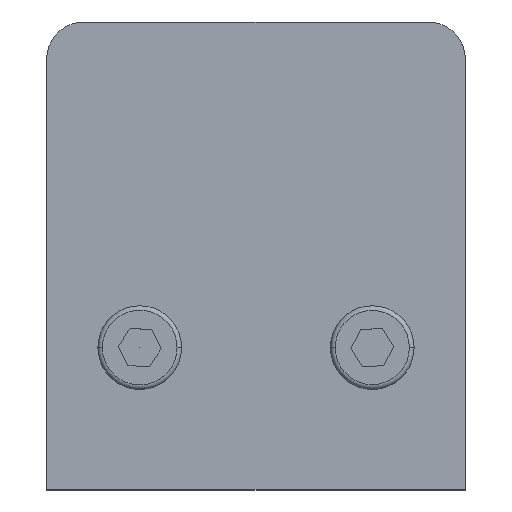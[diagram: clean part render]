
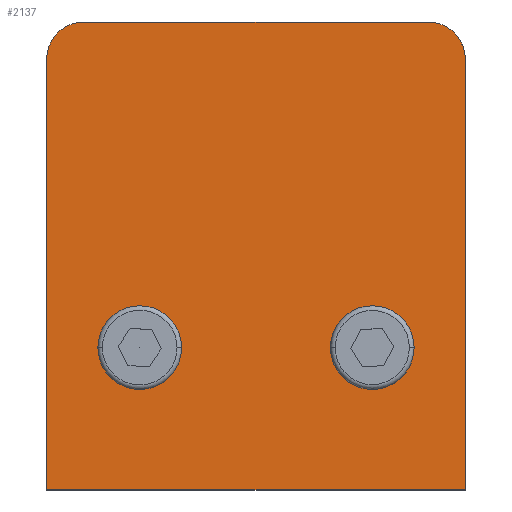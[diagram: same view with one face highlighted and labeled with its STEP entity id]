
A CAD part, top view. The second image highlights one B-rep face of the part: STEP entity #2137.
In plain terms, the highlighted planar face has unit normal (0, 0, 1).
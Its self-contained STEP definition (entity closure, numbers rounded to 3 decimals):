
#39 = ORIENTED_EDGE ( 'NONE', *, *, #270, .F. ) ;
#48 = EDGE_CURVE ( 'NONE', #2638, #3290, #2028, .T. ) ;
#60 = DIRECTION ( 'NONE',  ( 0., 0., 1. ) ) ;
#159 = DIRECTION ( 'NONE',  ( 1., 0., 0. ) ) ;
#194 = AXIS2_PLACEMENT_3D ( 'NONE', #3226, #60, #955 ) ;
#230 = DIRECTION ( 'NONE',  ( -1., 0., 0. ) ) ;
#256 = CARTESIAN_POINT ( 'NONE',  ( -12.5, 2.5, 20.75 ) ) ;
#270 = EDGE_CURVE ( 'NONE', #1849, #2938, #709, .T. ) ;
#303 = VECTOR ( 'NONE', #230, 1000. ) ;
#347 = CARTESIAN_POINT ( 'NONE',  ( -17., 2.5, 20.75 ) ) ;
#360 = ORIENTED_EDGE ( 'NONE', *, *, #2493, .F. ) ;
#383 = DIRECTION ( 'NONE',  ( 1., 0., 0. ) ) ;
#406 = PLANE ( 'NONE',  #1903 ) ;
#435 = EDGE_CURVE ( 'NONE', #2938, #1849, #1969, .T. ) ;
#527 = CARTESIAN_POINT ( 'NONE',  ( 22.5, 37.5, 20.75 ) ) ;
#554 = ORIENTED_EDGE ( 'NONE', *, *, #2545, .T. ) ;
#557 = CIRCLE ( 'NONE', #1540, 4. ) ;
#580 = LINE ( 'NONE', #1470, #3557 ) ;
#628 = FACE_BOUND ( 'NONE', #2285, .T. ) ;
#637 = ORIENTED_EDGE ( 'NONE', *, *, #48, .F. ) ;
#697 = ORIENTED_EDGE ( 'NONE', *, *, #2823, .T. ) ;
#709 = CIRCLE ( 'NONE', #1485, 4.5 ) ;
#832 = ORIENTED_EDGE ( 'NONE', *, *, #2173, .T. ) ;
#838 = DIRECTION ( 'NONE',  ( 0., -1., 0. ) ) ;
#922 = CARTESIAN_POINT ( 'NONE',  ( -8., 2.5, 20.75 ) ) ;
#929 = VERTEX_POINT ( 'NONE', #3209 ) ;
#955 = DIRECTION ( 'NONE',  ( 0., 1., 0. ) ) ;
#986 = DIRECTION ( 'NONE',  ( 0., 1., 0. ) ) ;
#1000 = ORIENTED_EDGE ( 'NONE', *, *, #1272, .T. ) ;
#1061 = AXIS2_PLACEMENT_3D ( 'NONE', #2988, #3260, #1556 ) ;
#1075 = ORIENTED_EDGE ( 'NONE', *, *, #3042, .F. ) ;
#1136 = CARTESIAN_POINT ( 'NONE',  ( -22.5, -12.759, 20.75 ) ) ;
#1184 = DIRECTION ( 'NONE',  ( 0., 0., 1. ) ) ;
#1241 = CARTESIAN_POINT ( 'NONE',  ( -42.5, -12.759, 20.75 ) ) ;
#1265 = CARTESIAN_POINT ( 'NONE',  ( 22.5, 37.5, 20.75 ) ) ;
#1272 = EDGE_CURVE ( 'NONE', #1858, #3514, #3368, .T. ) ;
#1286 = CIRCLE ( 'NONE', #3119, 4.5 ) ;
#1417 = EDGE_CURVE ( 'NONE', #2472, #2328, #2968, .T. ) ;
#1470 = CARTESIAN_POINT ( 'NONE',  ( 22.5, 37.5, 20.75 ) ) ;
#1479 = CARTESIAN_POINT ( 'NONE',  ( -18.5, 37.5, 20.75 ) ) ;
#1485 = AXIS2_PLACEMENT_3D ( 'NONE', #1697, #3454, #2876 ) ;
#1531 = VECTOR ( 'NONE', #383, 1000. ) ;
#1540 = AXIS2_PLACEMENT_3D ( 'NONE', #2954, #2937, #1868 ) ;
#1556 = DIRECTION ( 'NONE',  ( 1., 0., 0. ) ) ;
#1570 = DIRECTION ( 'NONE',  ( 0., 0., -1. ) ) ;
#1573 = CARTESIAN_POINT ( 'NONE',  ( -12.5, 2.5, 20.75 ) ) ;
#1598 = DIRECTION ( 'NONE',  ( 0., 0., 1. ) ) ;
#1696 = VECTOR ( 'NONE', #2657, 1000. ) ;
#1697 = CARTESIAN_POINT ( 'NONE',  ( 12.5, 2.5, 20.75 ) ) ;
#1698 = DIRECTION ( 'NONE',  ( 1., 0., 0. ) ) ;
#1793 = EDGE_LOOP ( 'NONE', ( #1075, #637 ) ) ;
#1849 = VERTEX_POINT ( 'NONE', #2550 ) ;
#1858 = VERTEX_POINT ( 'NONE', #2216 ) ;
#1868 = DIRECTION ( 'NONE',  ( 0., 1., 0. ) ) ;
#1903 = AXIS2_PLACEMENT_3D ( 'NONE', #1265, #1570, #986 ) ;
#1969 = CIRCLE ( 'NONE', #1061, 4.5 ) ;
#1978 = CARTESIAN_POINT ( 'NONE',  ( 22.5, 33.5, 20.75 ) ) ;
#2028 = CIRCLE ( 'NONE', #2859, 4.5 ) ;
#2103 = FACE_OUTER_BOUND ( 'NONE', #2895, .T. ) ;
#2137 = ADVANCED_FACE ( 'NONE', ( #3179, #628, #2103 ), #406, .F. ) ;
#2173 = EDGE_CURVE ( 'NONE', #3514, #929, #557, .T. ) ;
#2216 = CARTESIAN_POINT ( 'NONE',  ( 18.5, 37.5, 20.75 ) ) ;
#2265 = ORIENTED_EDGE ( 'NONE', *, *, #435, .F. ) ;
#2285 = EDGE_LOOP ( 'NONE', ( #2265, #39 ) ) ;
#2328 = VERTEX_POINT ( 'NONE', #2755 ) ;
#2392 = LINE ( 'NONE', #3215, #1696 ) ;
#2455 = VERTEX_POINT ( 'NONE', #1978 ) ;
#2472 = VERTEX_POINT ( 'NONE', #1136 ) ;
#2493 = EDGE_CURVE ( 'NONE', #2455, #2328, #580, .T. ) ;
#2545 = EDGE_CURVE ( 'NONE', #929, #2472, #2392, .T. ) ;
#2550 = CARTESIAN_POINT ( 'NONE',  ( 8., 2.5, 20.75 ) ) ;
#2638 = VERTEX_POINT ( 'NONE', #347 ) ;
#2657 = DIRECTION ( 'NONE',  ( 0., -1., 0. ) ) ;
#2755 = CARTESIAN_POINT ( 'NONE',  ( 22.5, -12.759, 20.75 ) ) ;
#2823 = EDGE_CURVE ( 'NONE', #2455, #1858, #3018, .T. ) ;
#2859 = AXIS2_PLACEMENT_3D ( 'NONE', #1573, #1598, #159 ) ;
#2876 = DIRECTION ( 'NONE',  ( 1., 0., 0. ) ) ;
#2893 = CARTESIAN_POINT ( 'NONE',  ( 17., 2.5, 20.75 ) ) ;
#2895 = EDGE_LOOP ( 'NONE', ( #554, #3358, #360, #697, #1000, #832 ) ) ;
#2937 = DIRECTION ( 'NONE',  ( 0., 0., 1. ) ) ;
#2938 = VERTEX_POINT ( 'NONE', #2893 ) ;
#2954 = CARTESIAN_POINT ( 'NONE',  ( -18.5, 33.5, 20.75 ) ) ;
#2968 = LINE ( 'NONE', #1241, #1531 ) ;
#2988 = CARTESIAN_POINT ( 'NONE',  ( 12.5, 2.5, 20.75 ) ) ;
#3018 = CIRCLE ( 'NONE', #194, 4. ) ;
#3042 = EDGE_CURVE ( 'NONE', #3290, #2638, #1286, .T. ) ;
#3119 = AXIS2_PLACEMENT_3D ( 'NONE', #256, #1184, #1698 ) ;
#3179 = FACE_BOUND ( 'NONE', #1793, .T. ) ;
#3209 = CARTESIAN_POINT ( 'NONE',  ( -22.5, 33.5, 20.75 ) ) ;
#3215 = CARTESIAN_POINT ( 'NONE',  ( -22.5, 37.5, 20.75 ) ) ;
#3226 = CARTESIAN_POINT ( 'NONE',  ( 18.5, 33.5, 20.75 ) ) ;
#3260 = DIRECTION ( 'NONE',  ( 0., 0., 1. ) ) ;
#3290 = VERTEX_POINT ( 'NONE', #922 ) ;
#3358 = ORIENTED_EDGE ( 'NONE', *, *, #1417, .T. ) ;
#3368 = LINE ( 'NONE', #527, #303 ) ;
#3454 = DIRECTION ( 'NONE',  ( 0., 0., 1. ) ) ;
#3514 = VERTEX_POINT ( 'NONE', #1479 ) ;
#3557 = VECTOR ( 'NONE', #838, 1000. ) ;
